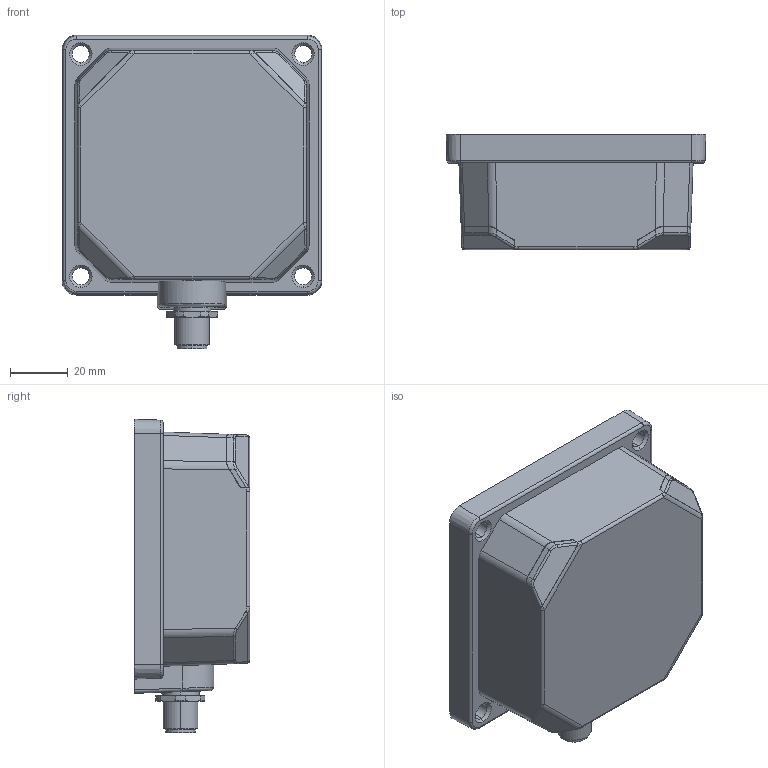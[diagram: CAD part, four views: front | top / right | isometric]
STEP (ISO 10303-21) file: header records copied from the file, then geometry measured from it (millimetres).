
FILE_DESCRIPTION((''),'2;1');
FILE_NAME('252366_SM01_ASM','2025-10-07T13:38:23',('banengservice'),('BANNER ENGINEERING'),'CREO PARAMETRIC BY PTC INC, 2022414','CREO PARAMETRIC BY PTC INC, 2022414','');
FILE_SCHEMA(('CONFIG_CONTROL_DESIGN'));
Length unit declared in the file: millimetre
Products named in the file (2): 252366_EP01; 252366_SM01_ASM
Assembly tree (1 placements, depth 2):
  252366_SM01_ASM
    252366_EP01
Bounding box: 90 x 40 x 108.6 mm (x, y, z)
Surface area: 29757.9 mm2 (no closed solid volume)
Topology: 0 solids, 6 shells, 249 faces, 798 edges, 545 vertices
Faces by surface type: cylinder 104, plane 53, bspline 47, cone 21, torus 14, sphere 10
Entity records: 10459 total; most frequent: CARTESIAN_POINT 3904, ORIENTED_EDGE 1389, DIRECTION 1205, EDGE_CURVE 788, VERTEX_POINT 545, AXIS2_PLACEMENT_3D 439, VECTOR 327, LINE 327
